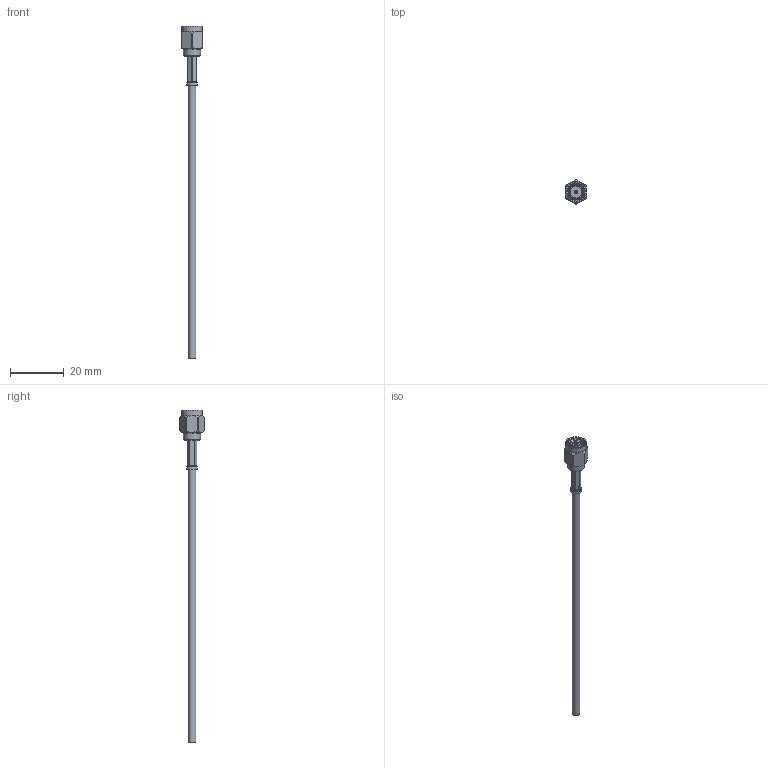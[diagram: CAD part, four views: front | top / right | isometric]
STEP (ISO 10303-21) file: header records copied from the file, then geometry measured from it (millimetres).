
FILE_DESCRIPTION (( 'STEP AP203' ), '1' );
FILE_NAME ('PE3565_3D.step', '2022-02-11T16:03:23', ( '' ), ( '' ), 'SwSTEP 2.0', 'SolidWorks 2021', '' );
FILE_SCHEMA (( 'CONFIG_CONTROL_DESIGN' ));
Length unit declared in the file: inch
Products named in the file (3): PE4003^PE3565_Crimped; PE3565_3D; RG174AU^PE3565_RG174A-U
Assembly tree (2 placements, depth 2):
  PE3565_3D
    RG174AU^PE3565_RG174A-U
    PE4003^PE3565_Crimped
Bounding box: 7.94 x 9.02 x 123.81 mm (x, y, z)
Volume: 1077.3 mm3; surface area: 1790.2 mm2
Topology: 3 solids, 3 shells, 113 faces, 273 edges, 175 vertices
Faces by surface type: cylinder 49, plane 39, cone 17, bspline 5, torus 3
Full cylindrical faces by diameter (mm): 0.914 x1, 1.168 x1, 1.702 x1, 2.548 x1, 2.7 x1, 2.794 x1, 3.48 x1, 3.988 x1, 4.572 x1, 6.35 x8, 7.734 x1
Entity records: 5576 total; most frequent: CARTESIAN_POINT 3072, ORIENTED_EDGE 456, DIRECTION 410, EDGE_CURVE 228, AXIS2_PLACEMENT_3D 172, VERTEX_POINT 158, EDGE_LOOP 138, FACE_OUTER_BOUND 123
